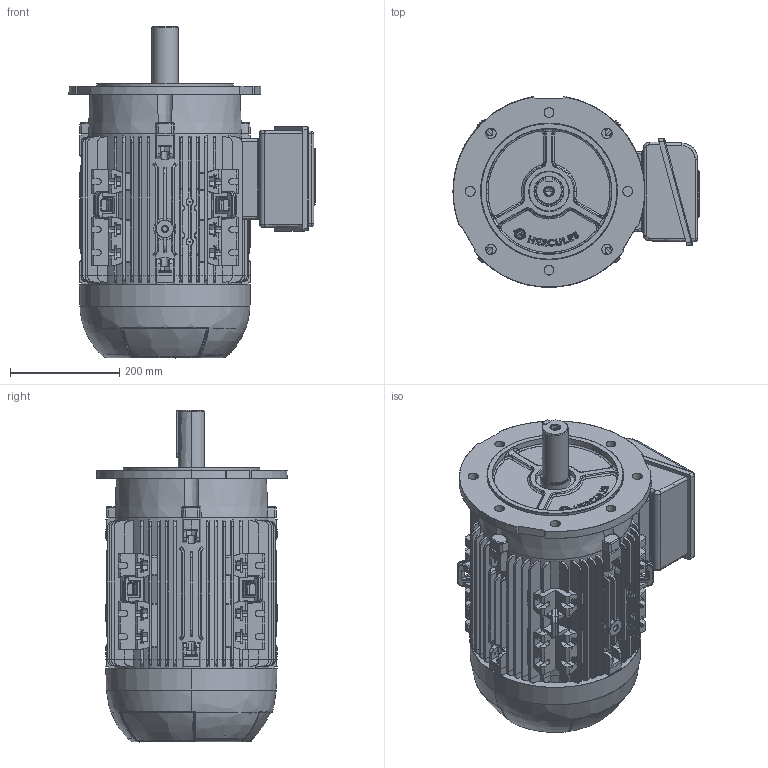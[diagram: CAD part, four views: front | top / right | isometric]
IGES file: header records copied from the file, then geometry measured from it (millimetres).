
Start section: SolidWorks IGES file using analytic representation for surfaces
Global section: file name: 180M_SP_FF_LEFT.igs; native system: SolidWorks 2020; preprocessor: SolidWorks 2020; author: tiagoacasio; date: 220717.221700; units: millimetre
Bounding box: 450.04 x 349.04 x 607 mm (x, y, z)
Surface area: 1657225.6 mm2 (no closed solid volume)
Topology: 0 solids, 0 shells, 4051 faces, 39577 edges, 39423 vertices
Faces by surface type: bspline 2333, revolution 1718
